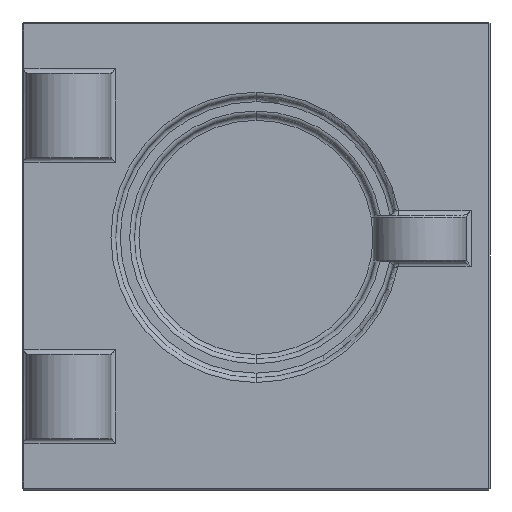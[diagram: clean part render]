
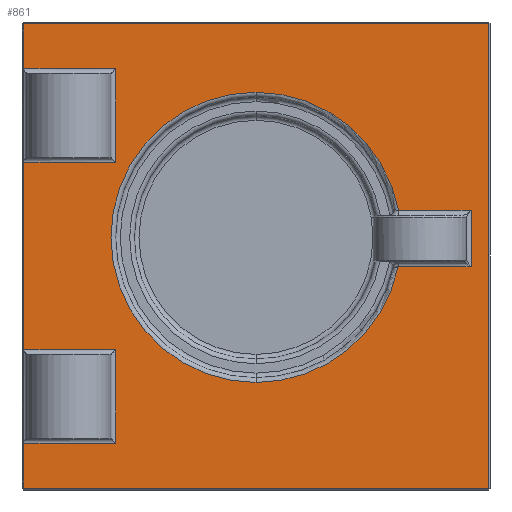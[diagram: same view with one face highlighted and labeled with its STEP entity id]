
A CAD part, front view. The second image highlights one B-rep face of the part: STEP entity #861.
In plain terms, the highlighted planar face has unit normal (0, -1, 0).
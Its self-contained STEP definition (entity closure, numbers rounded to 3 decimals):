
#40 = LINE ( 'NONE', #2452, #2695 ) ;
#51 = AXIS2_PLACEMENT_3D ( 'NONE', #1456, #2467, #672 ) ;
#62 = VECTOR ( 'NONE', #1308, 1000. ) ;
#101 = CARTESIAN_POINT ( 'NONE',  ( 13.512, 0., 3.106 ) ) ;
#111 = VERTEX_POINT ( 'NONE', #1534 ) ;
#140 = DIRECTION ( 'NONE',  ( 0., 0., 1. ) ) ;
#160 = ORIENTED_EDGE ( 'NONE', *, *, #2084, .T. ) ;
#162 = CARTESIAN_POINT ( 'NONE',  ( 13.099, 0., 3.106 ) ) ;
#179 = AXIS2_PLACEMENT_3D ( 'NONE', #1437, #1148, #140 ) ;
#186 = ORIENTED_EDGE ( 'NONE', *, *, #2943, .T. ) ;
#228 = FACE_BOUND ( 'NONE', #3091, .T. ) ;
#269 = VERTEX_POINT ( 'NONE', #2672 ) ;
#285 = ORIENTED_EDGE ( 'NONE', *, *, #2440, .T. ) ;
#299 = EDGE_CURVE ( 'NONE', #2229, #1637, #2114, .T. ) ;
#304 = VERTEX_POINT ( 'NONE', #101 ) ;
#311 = CIRCLE ( 'NONE', #179, 15.5 ) ;
#321 = CARTESIAN_POINT ( 'NONE',  ( -26.469, 0., -20.556 ) ) ;
#325 = LINE ( 'NONE', #601, #2970 ) ;
#350 = VECTOR ( 'NONE', #858, 1000. ) ;
#380 = EDGE_CURVE ( 'NONE', #1661, #1738, #3060, .T. ) ;
#457 = DIRECTION ( 'NONE',  ( 1., 0., 0. ) ) ;
#486 = CARTESIAN_POINT ( 'NONE',  ( 23.131, 0., 29.044 ) ) ;
#514 = CARTESIAN_POINT ( 'NONE',  ( -1.669, 0., 21.734 ) ) ;
#588 = ORIENTED_EDGE ( 'NONE', *, *, #1710, .T. ) ;
#601 = CARTESIAN_POINT ( 'NONE',  ( -17.169, 0., 24.244 ) ) ;
#602 = CARTESIAN_POINT ( 'NONE',  ( 0., 0., 29.044 ) ) ;
#625 = ORIENTED_EDGE ( 'NONE', *, *, #1548, .T. ) ;
#639 = DIRECTION ( 'NONE',  ( 1., 0., 0. ) ) ;
#652 = VECTOR ( 'NONE', #1334, 1000. ) ;
#653 = EDGE_LOOP ( 'NONE', ( #3093, #2988, #2571, #2412, #285, #2424, #734, #186, #1081, #588, #3229, #160 ) ) ;
#672 = DIRECTION ( 'NONE',  ( 0., 0., 1. ) ) ;
#727 = VERTEX_POINT ( 'NONE', #514 ) ;
#734 = ORIENTED_EDGE ( 'NONE', *, *, #2173, .T. ) ;
#740 = CARTESIAN_POINT ( 'NONE',  ( 0., 0., -20.556 ) ) ;
#760 = VECTOR ( 'NONE', #3253, 1000. ) ;
#780 = CARTESIAN_POINT ( 'NONE',  ( -26.169, 0., 14.244 ) ) ;
#858 = DIRECTION ( 'NONE',  ( 0., 0., -1. ) ) ;
#861 = ADVANCED_FACE ( 'NONE', ( #228, #1845 ), #2539, .F. ) ;
#862 = EDGE_CURVE ( 'NONE', #269, #727, #311, .T. ) ;
#882 = VERTEX_POINT ( 'NONE', #1944 ) ;
#896 = VERTEX_POINT ( 'NONE', #2193 ) ;
#902 = CARTESIAN_POINT ( 'NONE',  ( 21.308, 0., 9.106 ) ) ;
#912 = CARTESIAN_POINT ( 'NONE',  ( 21.308, 0., 3.106 ) ) ;
#934 = CARTESIAN_POINT ( 'NONE',  ( -16.669, 0., 14.744 ) ) ;
#1013 = CARTESIAN_POINT ( 'NONE',  ( 0., 0., 0. ) ) ;
#1021 = LINE ( 'NONE', #934, #2115 ) ;
#1046 = ORIENTED_EDGE ( 'NONE', *, *, #1987, .T. ) ;
#1068 = VERTEX_POINT ( 'NONE', #2502 ) ;
#1081 = ORIENTED_EDGE ( 'NONE', *, *, #299, .T. ) ;
#1092 = EDGE_CURVE ( 'NONE', #1068, #111, #2877, .T. ) ;
#1108 = DIRECTION ( 'NONE',  ( -1., 0., 0. ) ) ;
#1109 = LINE ( 'NONE', #780, #62 ) ;
#1123 = VERTEX_POINT ( 'NONE', #2246 ) ;
#1148 = DIRECTION ( 'NONE',  ( 0., 1., 0. ) ) ;
#1210 = DIRECTION ( 'NONE',  ( -1., 0., 0. ) ) ;
#1219 = CARTESIAN_POINT ( 'NONE',  ( -16.669, 0., -15.256 ) ) ;
#1266 = EDGE_CURVE ( 'NONE', #882, #2767, #1890, .T. ) ;
#1282 = DIRECTION ( 'NONE',  ( 0., 0., 1. ) ) ;
#1308 = DIRECTION ( 'NONE',  ( -1., 0., 0. ) ) ;
#1334 = DIRECTION ( 'NONE',  ( -1., 0., 0. ) ) ;
#1345 = DIRECTION ( 'NONE',  ( 0., 0., -1. ) ) ;
#1419 = VERTEX_POINT ( 'NONE', #2701 ) ;
#1437 = CARTESIAN_POINT ( 'NONE',  ( -1.669, 0., 6.234 ) ) ;
#1456 = CARTESIAN_POINT ( 'NONE',  ( -1.669, 0., 6.234 ) ) ;
#1478 = DIRECTION ( 'NONE',  ( 1., 0., 0. ) ) ;
#1513 = CARTESIAN_POINT ( 'NONE',  ( -16.669, 0., 14.244 ) ) ;
#1514 = EDGE_CURVE ( 'NONE', #2767, #1068, #2992, .T. ) ;
#1534 = CARTESIAN_POINT ( 'NONE',  ( -16.669, 0., -15.756 ) ) ;
#1548 = EDGE_CURVE ( 'NONE', #304, #269, #3019, .T. ) ;
#1596 = CARTESIAN_POINT ( 'NONE',  ( -26.469, 0., 29.044 ) ) ;
#1606 = DIRECTION ( 'NONE',  ( 0., 0., 1. ) ) ;
#1630 = VECTOR ( 'NONE', #639, 1000. ) ;
#1632 = VECTOR ( 'NONE', #457, 1000. ) ;
#1637 = VERTEX_POINT ( 'NONE', #1596 ) ;
#1661 = VERTEX_POINT ( 'NONE', #902 ) ;
#1710 = EDGE_CURVE ( 'NONE', #1637, #896, #2272, .T. ) ;
#1718 = LINE ( 'NONE', #162, #1961 ) ;
#1732 = CARTESIAN_POINT ( 'NONE',  ( 23.131, 0., -20.556 ) ) ;
#1738 = VERTEX_POINT ( 'NONE', #912 ) ;
#1752 = DIRECTION ( 'NONE',  ( 0., 1., 0. ) ) ;
#1768 = EDGE_CURVE ( 'NONE', #727, #1123, #2472, .T. ) ;
#1840 = VERTEX_POINT ( 'NONE', #321 ) ;
#1845 = FACE_OUTER_BOUND ( 'NONE', #653, .T. ) ;
#1890 = LINE ( 'NONE', #2800, #3233 ) ;
#1937 = DIRECTION ( 'NONE',  ( 0., 0., 1. ) ) ;
#1944 = CARTESIAN_POINT ( 'NONE',  ( -26.469, 0., 14.244 ) ) ;
#1961 = VECTOR ( 'NONE', #1210, 1000. ) ;
#1974 = DIRECTION ( 'NONE',  ( 0., 0., -1. ) ) ;
#1987 = EDGE_CURVE ( 'NONE', #1123, #1661, #2308, .T. ) ;
#2035 = CARTESIAN_POINT ( 'NONE',  ( -26.469, 0., -15.756 ) ) ;
#2051 = DIRECTION ( 'NONE',  ( 0., 0., -1. ) ) ;
#2083 = CARTESIAN_POINT ( 'NONE',  ( -26.469, 0., -5.756 ) ) ;
#2084 = EDGE_CURVE ( 'NONE', #1419, #2250, #1021, .T. ) ;
#2108 = CARTESIAN_POINT ( 'NONE',  ( 21.308, 0., 3.606 ) ) ;
#2114 = LINE ( 'NONE', #602, #2910 ) ;
#2115 = VECTOR ( 'NONE', #1974, 1000. ) ;
#2129 = EDGE_CURVE ( 'NONE', #1738, #304, #1718, .T. ) ;
#2173 = EDGE_CURVE ( 'NONE', #1840, #2198, #2545, .T. ) ;
#2179 = VECTOR ( 'NONE', #1345, 1000. ) ;
#2193 = CARTESIAN_POINT ( 'NONE',  ( -26.469, 0., 24.244 ) ) ;
#2198 = VERTEX_POINT ( 'NONE', #1732 ) ;
#2229 = VERTEX_POINT ( 'NONE', #486 ) ;
#2245 = CARTESIAN_POINT ( 'NONE',  ( -17.169, 0., -5.756 ) ) ;
#2246 = CARTESIAN_POINT ( 'NONE',  ( 13.563, 0., 9.106 ) ) ;
#2250 = VERTEX_POINT ( 'NONE', #1513 ) ;
#2272 = LINE ( 'NONE', #3208, #2617 ) ;
#2291 = ORIENTED_EDGE ( 'NONE', *, *, #1768, .T. ) ;
#2308 = LINE ( 'NONE', #3172, #1630 ) ;
#2323 = EDGE_CURVE ( 'NONE', #2250, #882, #1109, .T. ) ;
#2367 = VERTEX_POINT ( 'NONE', #2035 ) ;
#2391 = DIRECTION ( 'NONE',  ( 1., 0., 0. ) ) ;
#2412 = ORIENTED_EDGE ( 'NONE', *, *, #1092, .T. ) ;
#2424 = ORIENTED_EDGE ( 'NONE', *, *, #2450, .T. ) ;
#2440 = EDGE_CURVE ( 'NONE', #111, #2367, #3197, .T. ) ;
#2450 = EDGE_CURVE ( 'NONE', #2367, #1840, #3166, .T. ) ;
#2452 = CARTESIAN_POINT ( 'NONE',  ( 23.131, 0., 0. ) ) ;
#2467 = DIRECTION ( 'NONE',  ( 0., 1., 0. ) ) ;
#2472 = CIRCLE ( 'NONE', #51, 15.5 ) ;
#2502 = CARTESIAN_POINT ( 'NONE',  ( -16.669, 0., -5.756 ) ) ;
#2528 = ORIENTED_EDGE ( 'NONE', *, *, #862, .T. ) ;
#2539 = PLANE ( 'NONE',  #3326 ) ;
#2545 = LINE ( 'NONE', #740, #1632 ) ;
#2571 = ORIENTED_EDGE ( 'NONE', *, *, #1514, .T. ) ;
#2583 = CARTESIAN_POINT ( 'NONE',  ( -26.469, 0., 0. ) ) ;
#2605 = CARTESIAN_POINT ( 'NONE',  ( -1.669, 0., 6.234 ) ) ;
#2617 = VECTOR ( 'NONE', #2650, 1000. ) ;
#2650 = DIRECTION ( 'NONE',  ( 0., 0., -1. ) ) ;
#2655 = AXIS2_PLACEMENT_3D ( 'NONE', #2605, #2909, #1606 ) ;
#2672 = CARTESIAN_POINT ( 'NONE',  ( -1.669, 0., -9.266 ) ) ;
#2677 = VECTOR ( 'NONE', #1478, 1000. ) ;
#2695 = VECTOR ( 'NONE', #1937, 1000. ) ;
#2701 = CARTESIAN_POINT ( 'NONE',  ( -16.669, 0., 24.244 ) ) ;
#2767 = VERTEX_POINT ( 'NONE', #2083 ) ;
#2800 = CARTESIAN_POINT ( 'NONE',  ( -26.469, 0., 0. ) ) ;
#2869 = CARTESIAN_POINT ( 'NONE',  ( -26.169, 0., -15.756 ) ) ;
#2877 = LINE ( 'NONE', #1219, #760 ) ;
#2897 = EDGE_CURVE ( 'NONE', #896, #1419, #325, .T. ) ;
#2909 = DIRECTION ( 'NONE',  ( 0., 1., 0. ) ) ;
#2910 = VECTOR ( 'NONE', #1108, 1000. ) ;
#2912 = ORIENTED_EDGE ( 'NONE', *, *, #380, .T. ) ;
#2925 = ORIENTED_EDGE ( 'NONE', *, *, #2129, .T. ) ;
#2943 = EDGE_CURVE ( 'NONE', #2198, #2229, #40, .T. ) ;
#2970 = VECTOR ( 'NONE', #2391, 1000. ) ;
#2988 = ORIENTED_EDGE ( 'NONE', *, *, #1266, .T. ) ;
#2992 = LINE ( 'NONE', #2245, #2677 ) ;
#3019 = CIRCLE ( 'NONE', #2655, 15.5 ) ;
#3060 = LINE ( 'NONE', #2108, #350 ) ;
#3091 = EDGE_LOOP ( 'NONE', ( #1046, #2912, #2925, #625, #2528, #2291 ) ) ;
#3093 = ORIENTED_EDGE ( 'NONE', *, *, #2323, .T. ) ;
#3166 = LINE ( 'NONE', #2583, #2179 ) ;
#3172 = CARTESIAN_POINT ( 'NONE',  ( 20.831, 0., 9.106 ) ) ;
#3197 = LINE ( 'NONE', #2869, #652 ) ;
#3208 = CARTESIAN_POINT ( 'NONE',  ( -26.469, 0., 0. ) ) ;
#3229 = ORIENTED_EDGE ( 'NONE', *, *, #2897, .T. ) ;
#3233 = VECTOR ( 'NONE', #2051, 1000. ) ;
#3253 = DIRECTION ( 'NONE',  ( 0., 0., -1. ) ) ;
#3326 = AXIS2_PLACEMENT_3D ( 'NONE', #1013, #1752, #1282 ) ;
